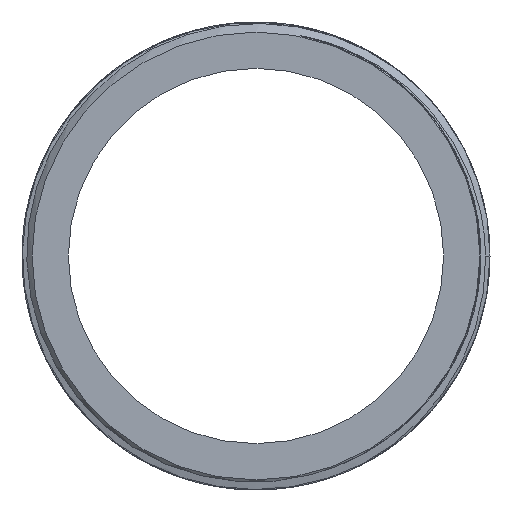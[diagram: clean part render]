
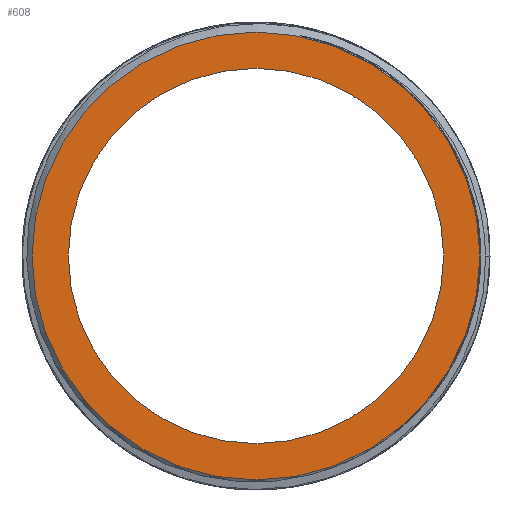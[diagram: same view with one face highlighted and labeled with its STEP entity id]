
A CAD part, left-side view. The second image highlights one B-rep face of the part: STEP entity #608.
In plain terms, the highlighted planar face has unit normal (-1, 0, 0).
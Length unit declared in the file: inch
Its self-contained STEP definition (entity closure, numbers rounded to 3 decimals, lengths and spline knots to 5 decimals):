
#17=FACE_BOUND('',#112,.T.);
#20=PLANE('',#685);
#77=FACE_OUTER_BOUND('',#111,.T.);
#111=EDGE_LOOP('',(#569,#570));
#112=EDGE_LOOP('',(#571,#572));
#159=CIRCLE('',#632,1.7125);
#160=CIRCLE('',#633,1.7125);
#186=CIRCLE('',#682,1.435);
#187=CIRCLE('',#683,1.435);
#233=VERTEX_POINT('',#1064);
#234=VERTEX_POINT('',#1066);
#289=VERTEX_POINT('',#8385);
#290=VERTEX_POINT('',#8387);
#298=EDGE_CURVE('',#233,#234,#159,.T.);
#299=EDGE_CURVE('',#234,#233,#160,.T.);
#382=EDGE_CURVE('',#290,#289,#186,.T.);
#383=EDGE_CURVE('',#289,#290,#187,.T.);
#569=ORIENTED_EDGE('',*,*,#299,.F.);
#570=ORIENTED_EDGE('',*,*,#298,.F.);
#571=ORIENTED_EDGE('',*,*,#382,.T.);
#572=ORIENTED_EDGE('',*,*,#383,.T.);
#608=ADVANCED_FACE('',(#77,#17),#20,.T.);
#632=AXIS2_PLACEMENT_3D('',#1067,#696,#697);
#633=AXIS2_PLACEMENT_3D('',#1068,#698,#699);
#682=AXIS2_PLACEMENT_3D('',#8388,#813,#814);
#683=AXIS2_PLACEMENT_3D('',#8389,#815,#816);
#685=AXIS2_PLACEMENT_3D('',#8759,#819,#820);
#696=DIRECTION('center_axis',(1.,0.,0.));
#697=DIRECTION('ref_axis',(0.,1.,0.));
#698=DIRECTION('center_axis',(1.,0.,0.));
#699=DIRECTION('ref_axis',(0.,1.,0.));
#813=DIRECTION('center_axis',(1.,0.,0.));
#814=DIRECTION('ref_axis',(0.,1.,0.));
#815=DIRECTION('center_axis',(1.,0.,0.));
#816=DIRECTION('ref_axis',(0.,1.,0.));
#819=DIRECTION('center_axis',(-1.,0.,0.));
#820=DIRECTION('ref_axis',(0.,0.,1.));
#1064=CARTESIAN_POINT('',(0.,-1.7125,0.));
#1066=CARTESIAN_POINT('',(0.,1.7125,0.));
#1067=CARTESIAN_POINT('Origin',(0.,0.,0.));
#1068=CARTESIAN_POINT('Origin',(0.,0.,0.));
#8385=CARTESIAN_POINT('',(0.,-1.435,0.));
#8387=CARTESIAN_POINT('',(0.,1.435,0.));
#8388=CARTESIAN_POINT('Origin',(0.,0.,0.));
#8389=CARTESIAN_POINT('Origin',(0.,0.,0.));
#8759=CARTESIAN_POINT('Origin',(0.,1.57375,0.));
